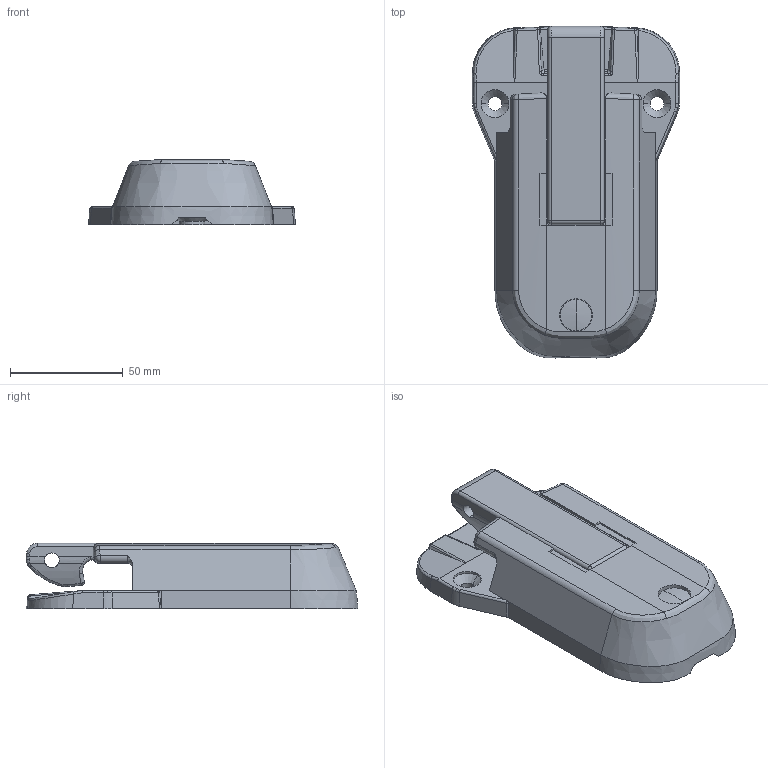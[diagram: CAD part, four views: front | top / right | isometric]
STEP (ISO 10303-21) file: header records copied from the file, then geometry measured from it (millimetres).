
FILE_DESCRIPTION (( 'STEP AP203' ), '1' );
FILE_NAME ('FA-813-C-S-2.STEP', '2021-08-18T23:30:05', ( '' ), ( '' ), 'SwSTEP 2.0', 'SolidWorks 2018', '' );
FILE_SCHEMA (( 'CONFIG_CONTROL_DESIGN' ));
Length unit declared in the file: millimetre
Products named in the file (6): FA-813-C-S-2; FA-813-C-S-2_screw hole caps__Assy—p; FA-813-C-S-2_body_; FA-813-C-S-2_back plate_; FA-813-C-S-2_cross-recessed flat head screw_ver1.03__M6x12十字穴付皿小ねじ(SUS); FA-813-C-S-2_sickle_
Assembly tree (6 placements, depth 2):
  FA-813-C-S-2
    FA-813-C-S-2_body_
    FA-813-C-S-2_back plate_
    FA-813-C-S-2_sickle_
    FA-813-C-S-2_cross-recessed flat head screw_ver1.03__M6x12十字穴付皿小ねじ(SUS)  x2
    FA-813-C-S-2_screw hole caps__Assy—p
Bounding box: 92 x 147.47 x 29 mm (x, y, z)
Volume: 117160.6 mm3; surface area: 57477.1 mm2
Topology: 6 solids, 6 shells, 468 faces, 1199 edges, 753 vertices
Faces by surface type: plane 203, cylinder 147, bspline 59, cone 30, torus 15, sphere 14
Entity records: 17097 total; most frequent: CARTESIAN_POINT 6461, ORIENTED_EDGE 2198, DIRECTION 1952, EDGE_CURVE 1099, VERTEX_POINT 691, AXIS2_PLACEMENT_3D 684, LINE 584, VECTOR 584
